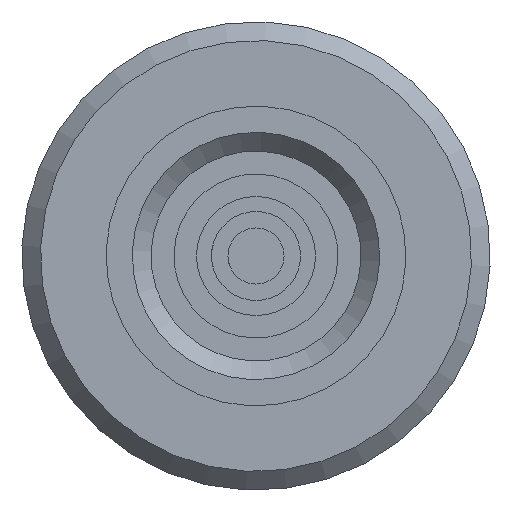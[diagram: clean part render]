
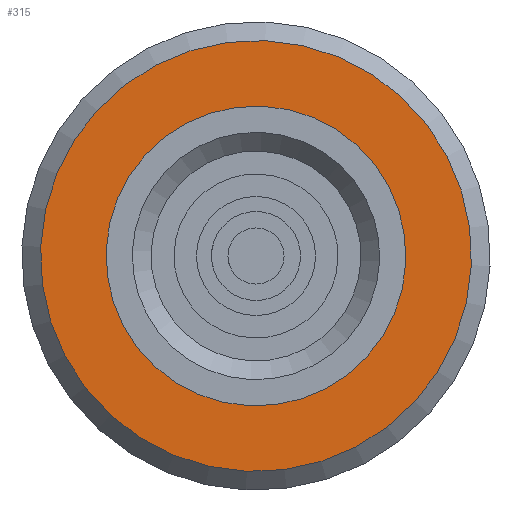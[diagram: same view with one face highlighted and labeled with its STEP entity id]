
A CAD part, left-side view. The second image highlights one B-rep face of the part: STEP entity #315.
In plain terms, the highlighted planar face has unit normal (-1, 0, 0).
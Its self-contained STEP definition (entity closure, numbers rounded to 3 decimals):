
#315 = ADVANCED_FACE( '', ( #859, #860 ), #861, .T. );
#859 = FACE_OUTER_BOUND( '', #1745, .T. );
#860 = FACE_BOUND( '', #1746, .T. );
#861 = PLANE( '', #1747 );
#1745 = EDGE_LOOP( '', ( #2667 ) );
#1746 = EDGE_LOOP( '', ( #2668 ) );
#1747 = AXIS2_PLACEMENT_3D( '', #2669, #2670, #2671 );
#2667 = ORIENTED_EDGE( '', *, *, #4573, .T. );
#2668 = ORIENTED_EDGE( '', *, *, #4574, .T. );
#2669 = CARTESIAN_POINT( '', ( -3.7, -0.305, 0.739 ) );
#2670 = DIRECTION( '', ( -1., 0., 0. ) );
#2671 = DIRECTION( '', ( 0., 0.924, 0.382 ) );
#4573 = EDGE_CURVE( '', #5351, #5351, #5352, .T. );
#4574 = EDGE_CURVE( '', #5353, #5353, #5354, .T. );
#5351 = VERTEX_POINT( '', #6501 );
#5352 = CIRCLE( '', #6502, 2.3 );
#5353 = VERTEX_POINT( '', #6503 );
#5354 = CIRCLE( '', #6504, 1.6 );
#6501 = CARTESIAN_POINT( '', ( -3.7, 2.126, 0.878 ) );
#6502 = AXIS2_PLACEMENT_3D( '', #8250, #8251, #8252 );
#6503 = CARTESIAN_POINT( '', ( -3.7, -0.611, 1.479 ) );
#6504 = AXIS2_PLACEMENT_3D( '', #8253, #8254, #8255 );
#8250 = CARTESIAN_POINT( '', ( -3.7, 0., 0. ) );
#8251 = DIRECTION( '', ( -1., 0., 0. ) );
#8252 = DIRECTION( '', ( 0., 0.924, 0.382 ) );
#8253 = CARTESIAN_POINT( '', ( -3.7, 0., 0. ) );
#8254 = DIRECTION( '', ( 1., 0., 0. ) );
#8255 = DIRECTION( '', ( 0., -0.382, 0.924 ) );
